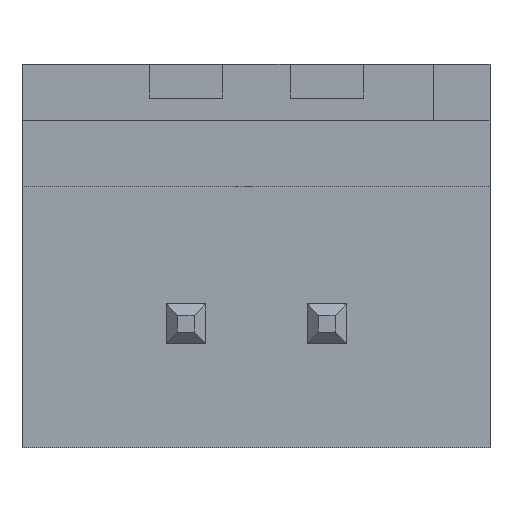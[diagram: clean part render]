
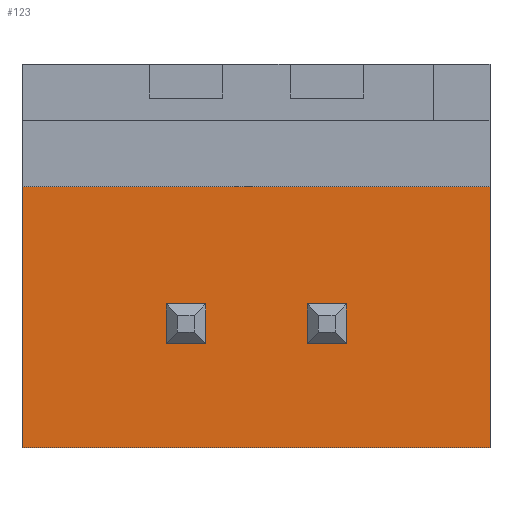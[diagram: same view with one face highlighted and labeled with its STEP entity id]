
A CAD part, front view. The second image highlights one B-rep face of the part: STEP entity #123.
In plain terms, the highlighted planar face has unit normal (0, -1, 0).
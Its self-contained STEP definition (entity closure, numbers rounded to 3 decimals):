
#47 = PLANE ( 'NONE',  #1593 ) ;
#123 = ADVANCED_FACE ( 'NONE', ( #2617 ), #47, .T. ) ;
#125 = EDGE_LOOP ( 'NONE', ( #2932, #1487, #1986, #2048 ) ) ;
#149 = CARTESIAN_POINT ( 'NONE',  ( 2.075, 0., -1.7 ) ) ;
#183 = VERTEX_POINT ( 'NONE', #2193 ) ;
#208 = CARTESIAN_POINT ( 'NONE',  ( 2.075, 0., 0.615 ) ) ;
#446 = CARTESIAN_POINT ( 'NONE',  ( 2.075, 0., 0.615 ) ) ;
#514 = LINE ( 'NONE', #673, #2915 ) ;
#673 = CARTESIAN_POINT ( 'NONE',  ( -2.075, 0., 1.7 ) ) ;
#718 = VERTEX_POINT ( 'NONE', #149 ) ;
#792 = EDGE_CURVE ( 'NONE', #183, #2442, #514, .T. ) ;
#927 = DIRECTION ( 'NONE',  ( 0., 0., 1. ) ) ;
#1118 = DIRECTION ( 'NONE',  ( -1., 0., 0. ) ) ;
#1217 = VERTEX_POINT ( 'NONE', #446 ) ;
#1312 = CARTESIAN_POINT ( 'NONE',  ( -2.075, 0., 0.615 ) ) ;
#1459 = DIRECTION ( 'NONE',  ( 0., -1., 0. ) ) ;
#1487 = ORIENTED_EDGE ( 'NONE', *, *, #792, .F. ) ;
#1593 = AXIS2_PLACEMENT_3D ( 'NONE', #2136, #1459, #2600 ) ;
#1637 = LINE ( 'NONE', #1816, #1721 ) ;
#1721 = VECTOR ( 'NONE', #2063, 1000. ) ;
#1816 = CARTESIAN_POINT ( 'NONE',  ( 2.075, 0., 1.7 ) ) ;
#1826 = LINE ( 'NONE', #208, #1978 ) ;
#1838 = EDGE_CURVE ( 'NONE', #1217, #2442, #1826, .T. ) ;
#1887 = EDGE_CURVE ( 'NONE', #1217, #718, #1637, .T. ) ;
#1978 = VECTOR ( 'NONE', #1118, 1000. ) ;
#1986 = ORIENTED_EDGE ( 'NONE', *, *, #2266, .F. ) ;
#2048 = ORIENTED_EDGE ( 'NONE', *, *, #1887, .F. ) ;
#2063 = DIRECTION ( 'NONE',  ( 0., 0., -1. ) ) ;
#2136 = CARTESIAN_POINT ( 'NONE',  ( 0., 0., 0. ) ) ;
#2178 = VECTOR ( 'NONE', #2355, 1000. ) ;
#2193 = CARTESIAN_POINT ( 'NONE',  ( -2.075, 0., -1.7 ) ) ;
#2256 = LINE ( 'NONE', #2834, #2178 ) ;
#2266 = EDGE_CURVE ( 'NONE', #718, #183, #2256, .T. ) ;
#2355 = DIRECTION ( 'NONE',  ( -1., 0., 0. ) ) ;
#2442 = VERTEX_POINT ( 'NONE', #1312 ) ;
#2600 = DIRECTION ( 'NONE',  ( 0., 0., -1. ) ) ;
#2617 = FACE_OUTER_BOUND ( 'NONE', #125, .T. ) ;
#2834 = CARTESIAN_POINT ( 'NONE',  ( -2.075, 0., -1.7 ) ) ;
#2915 = VECTOR ( 'NONE', #927, 1000. ) ;
#2932 = ORIENTED_EDGE ( 'NONE', *, *, #1838, .T. ) ;
